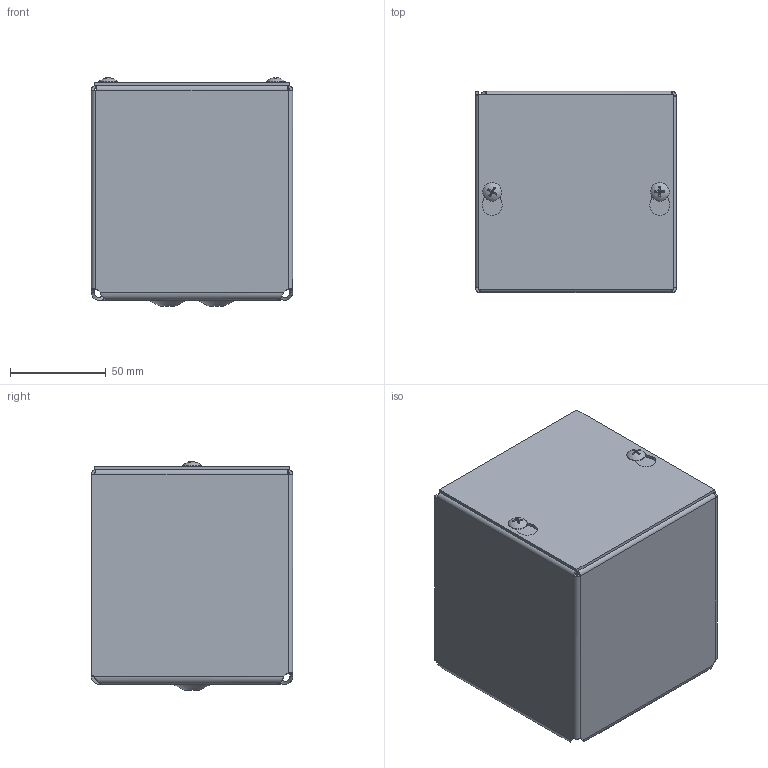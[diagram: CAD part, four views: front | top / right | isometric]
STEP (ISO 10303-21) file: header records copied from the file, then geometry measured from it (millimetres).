
FILE_DESCRIPTION(/* description */ ('BACKS - 4"X4"'),/* implementation_level */ '2;1');
FILE_NAME(/* name */ 'SC040404GNK.iam.stp',/* time_stamp */ '2015-05-27T11:09:02+06:00',/* author */ ('mgunasekar'),/* organization */ (''),/* preprocessor_version */ 'ST-DEVELOPER v15.2',/* originating_system */ 'Autodesk Inventor 2014',/* authorisation */ '');
FILE_SCHEMA (('AUTOMOTIVE_DESIGN { 1 0 10303 214 3 1 1 }'));
Length unit declared in the file: inch
Products named in the file (5): SC0404GNKBKP; SC040404GNKWRA; SC0404GNKLID; 34056; SC040404GNK
Bounding box: 104.78 x 104.78 x 119.2 mm (x, y, z)
Volume: 121759.7 mm3; surface area: 158018.9 mm2
Topology: 5 solids, 5 shells, 275 faces, 701 edges, 438 vertices
Faces by surface type: plane 108, cylinder 59, bspline 38, torus 28, cone 24, sphere 18
Full cylindrical faces by diameter (mm): 3.734 x2, 4.166 x2, 7.62 x2, 9.754 x2
Entity records: 8215 total; most frequent: CARTESIAN_POINT 2566, ORIENTED_EDGE 1100, DIRECTION 999, EDGE_CURVE 550, VERTEX_POINT 359, LINE 335, VECTOR 335, AXIS2_PLACEMENT_3D 332
